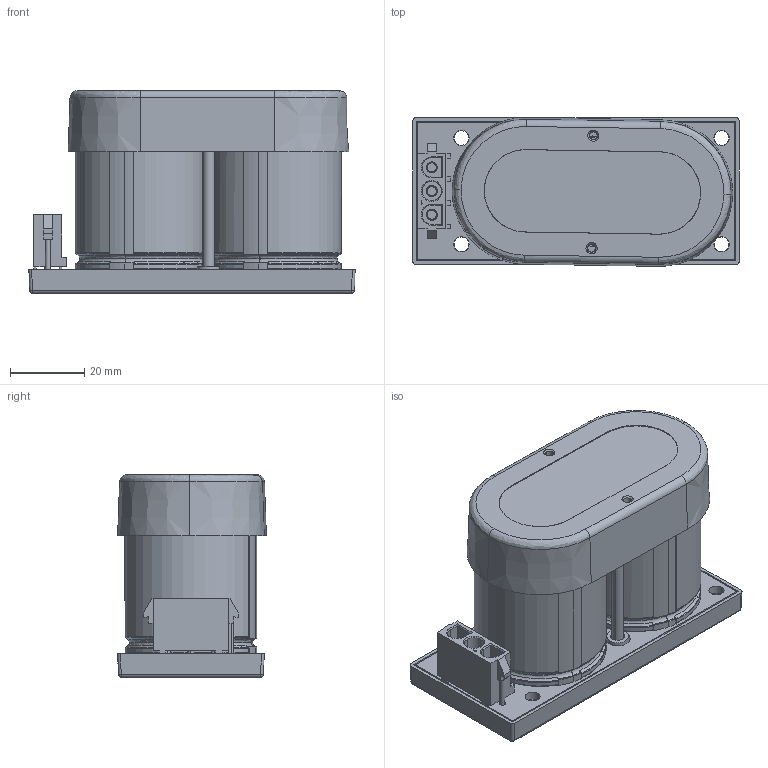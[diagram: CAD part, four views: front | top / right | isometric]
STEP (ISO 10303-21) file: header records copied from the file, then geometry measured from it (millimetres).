
FILE_DESCRIPTION (( 'STEP AP214' ), '1' );
FILE_NAME ('16766.STEP', '2011-08-08T19:46:22', ( 'Vicor Employee' ), ( 'Vicor Corporation' ), 'SwSTEP 2.0', 'SolidWorks 2011', '' );
FILE_SCHEMA (( 'AUTOMOTIVE_DESIGN' ));
Length unit declared in the file: inch
Products named in the file (1): 16766
Bounding box: 87.63 x 39.94 x 54.38 mm (x, y, z)
Volume: 114503.2 mm3; surface area: 43284.2 mm2
Topology: 1 solids, 15 shells, 656 faces, 1697 edges, 1108 vertices
Faces by surface type: plane 344, cylinder 142, cone 100, torus 42, bspline 28
Entity records: 31722 total; most frequent: CARTESIAN_POINT 7261, ORIENTED_EDGE 3394, DIRECTION 3184, EDGE_CURVE 1697, AXIS2_PLACEMENT_3D 1118, VERTEX_POINT 1108, LINE 948, VECTOR 948
